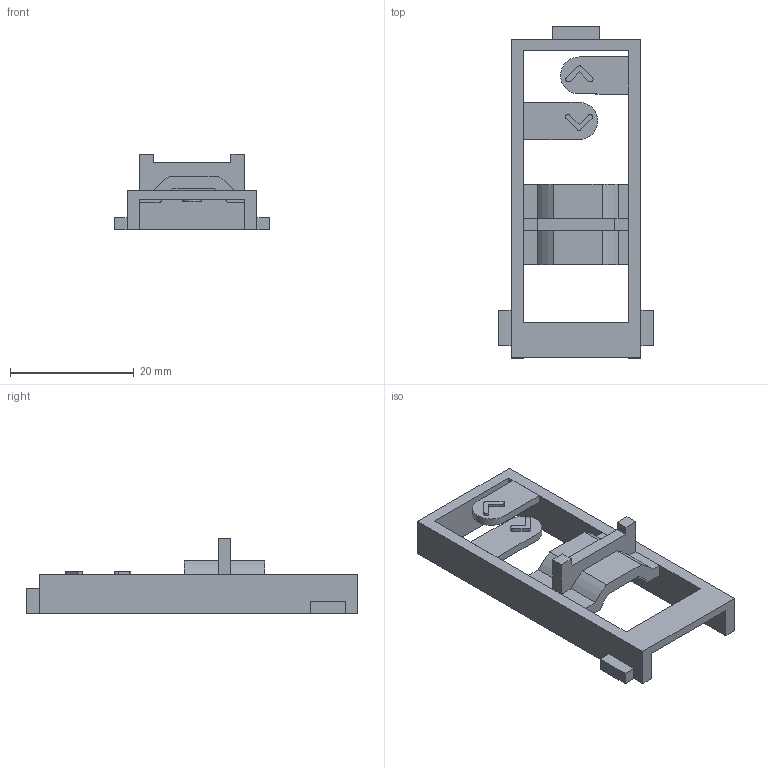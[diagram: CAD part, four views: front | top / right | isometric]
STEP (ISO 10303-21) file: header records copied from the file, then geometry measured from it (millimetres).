
FILE_DESCRIPTION(/* description */ (''),/* implementation_level */ '2;1');
FILE_NAME(/* name */ 'NAHOE_~1',/* time_stamp */ '2018-10-04T09:19:31+02:00',/* author */ (''),/* organization */ (''),/* preprocessor_version */ 'ST-DEVELOPER v15',/* originating_system */ '',/* authorisation */ '');
FILE_SCHEMA (('AUTOMOTIVE_DESIGN'));
Length unit declared in the file: millimetre
Products named in the file (1): Document
Bounding box: 25 x 53.65 x 12.25 mm (x, y, z)
Volume: 2552.4 mm3; surface area: 3366.4 mm2
Topology: 1 solids, 1 shells, 88 faces, 237 edges, 152 vertices
Faces by surface type: plane 60, bspline 28
Entity records: 2543 total; most frequent: CARTESIAN_POINT 1038, ORIENTED_EDGE 474, EDGE_CURVE 237, B_SPLINE_CURVE_WITH_KNOTS 160, VERTEX_POINT 152, EDGE_LOOP 93, ADVANCED_FACE 88, FACE_OUTER_BOUND 88
